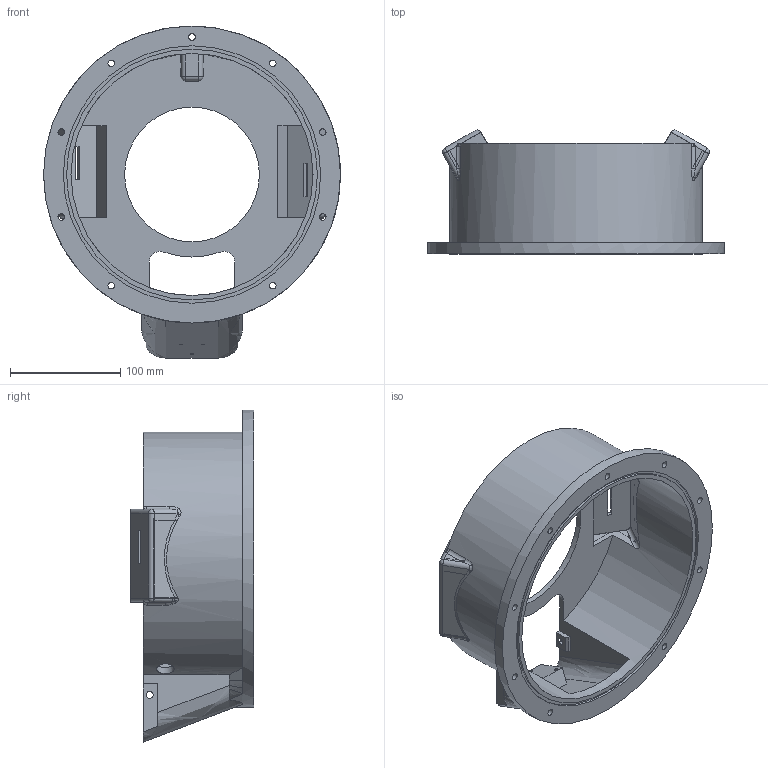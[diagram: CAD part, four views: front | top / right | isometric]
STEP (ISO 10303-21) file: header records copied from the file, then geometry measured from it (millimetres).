
FILE_DESCRIPTION(/* description */ (''),/* implementation_level */ '2;1');
FILE_NAME(/* name */ 'Cylinder Housing Final.stp',/* time_stamp */ '2026-01-07T16:36:17-05:00',/* author */ ('mateo'),/* organization */ (''),/* preprocessor_version */ 'ST-DEVELOPER v20.1',/* originating_system */ 'Autodesk Inventor 2026',/* authorisation */ '');
FILE_SCHEMA (('AUTOMOTIVE_DESIGN { 1 0 10303 214 3 1 1 }'));
Length unit declared in the file: millimetre
Products named in the file (1): Camera Cylinder Housing
Bounding box: 270 x 112.64 x 301.8 mm (x, y, z)
Volume: 677963.8 mm3; surface area: 261779 mm2
Topology: 1 solids, 1 shells, 479 faces, 1274 edges, 834 vertices
Faces by surface type: plane 253, bspline 156, cylinder 64, sphere 6
Full cylindrical faces by diameter (mm): 3.2 x3, 5.9 x9, 6.2 x4, 10.2 x9, 16 x1, 122.5 x1, 220 x1, 228 x1, 234 x1, 270 x1
Entity records: 16752 total; most frequent: CARTESIAN_POINT 5686, ORIENTED_EDGE 2544, DIRECTION 1752, EDGE_CURVE 1272, VERTEX_POINT 834, LINE 792, VECTOR 792, EDGE_LOOP 560
